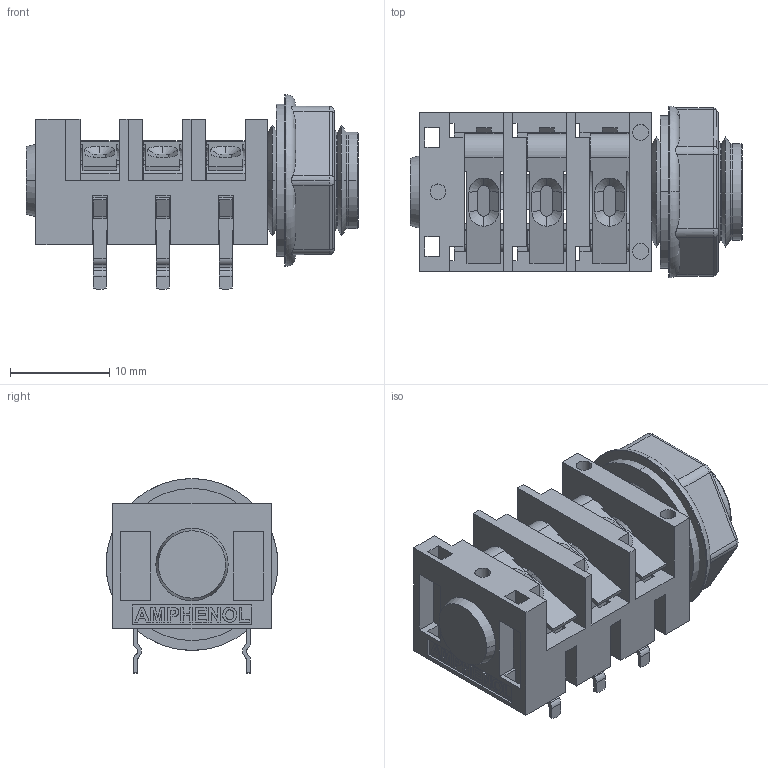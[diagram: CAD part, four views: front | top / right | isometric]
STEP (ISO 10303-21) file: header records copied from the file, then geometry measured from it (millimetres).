
FILE_DESCRIPTION((''),'2;1');
FILE_NAME('ACJS-MHDR.stp','2012-06-08T15:57:11',(''),(''),'Mechanical Desktop 2006','Mechanical Desktop 2006',', , ');
FILE_SCHEMA(('CONFIG_CONTROL_DESIGN'));
Length unit declared in the file: millimetre
Products named in the file (15): ACJM-MHDR; 53480012531114; PART1AAAA; 50300030331112; PART1AA; 50300027331113; PART1; 50300026BENDISS2; PART2; 52770001901111; PART1AAA; 52170017331110; PART1AAAAA; 52170032531110; PART1A
Assembly tree (18 placements, depth 3):
  ACJM-MHDR
    53480012531114
      PART1AAAA
    50300030331112
      PART1AA
    50300027331113  x3
      PART1
    50300026BENDISS2  x3
      PART2
    52770001901111
      PART1AAA
    52170017331110
      PART1AAAAA
    52170032531110
      PART1A
Bounding box: 33.5 x 17.35 x 19.68 mm (x, y, z)
Volume: 3701.8 mm3; surface area: 6729.2 mm2
Topology: 11 solids, 11 shells, 878 faces, 2384 edges, 1571 vertices
Faces by surface type: plane 504, cylinder 233, cone 98, bspline 39, torus 4
Entity records: 23511 total; most frequent: CARTESIAN_POINT 6069, ORIENTED_EDGE 3660, DIRECTION 3410, EDGE_CURVE 1830, VECTOR 1336, LINE 1336, VERTEX_POINT 1167, AXIS2_PLACEMENT_3D 1037
